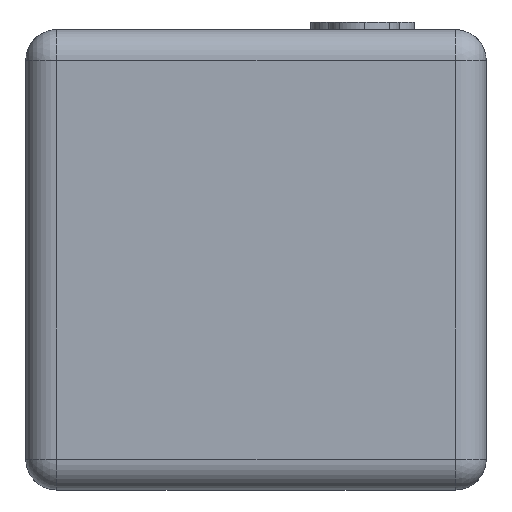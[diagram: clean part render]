
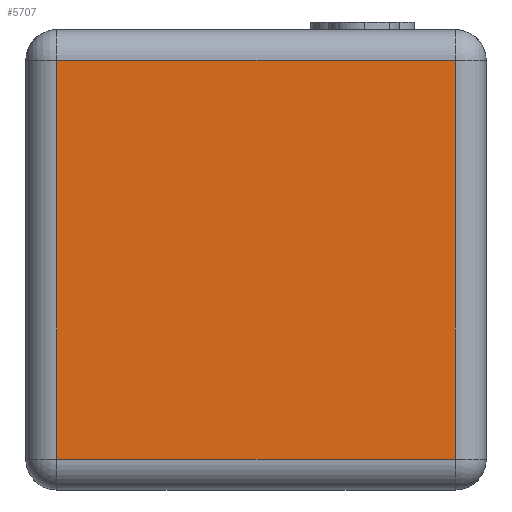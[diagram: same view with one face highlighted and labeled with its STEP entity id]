
A CAD part, left-side view. The second image highlights one B-rep face of the part: STEP entity #5707.
In plain terms, the highlighted planar face has unit normal (-1, 0, 0).
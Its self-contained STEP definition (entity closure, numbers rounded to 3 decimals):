
#316=LINE('',#7868,#896);
#317=LINE('',#7870,#897);
#318=LINE('',#7872,#898);
#319=LINE('',#7873,#899);
#896=VECTOR('',#6567,1.);
#897=VECTOR('',#6568,1.);
#898=VECTOR('',#6569,1.);
#899=VECTOR('',#6570,1.);
#1458=PLANE('',#6097);
#1688=FACE_OUTER_BOUND('',#2016,.T.);
#2016=EDGE_LOOP('',(#4017,#4018,#4019,#4020));
#2524=VERTEX_POINT('',#7866);
#2525=VERTEX_POINT('',#7867);
#2526=VERTEX_POINT('',#7869);
#2527=VERTEX_POINT('',#7871);
#3110=EDGE_CURVE('',#2524,#2525,#316,.T.);
#3111=EDGE_CURVE('',#2525,#2526,#317,.T.);
#3112=EDGE_CURVE('',#2526,#2527,#318,.T.);
#3113=EDGE_CURVE('',#2527,#2524,#319,.T.);
#4017=ORIENTED_EDGE('',*,*,#3110,.T.);
#4018=ORIENTED_EDGE('',*,*,#3111,.T.);
#4019=ORIENTED_EDGE('',*,*,#3112,.T.);
#4020=ORIENTED_EDGE('',*,*,#3113,.T.);
#5707=ADVANCED_FACE('',(#1688),#1458,.F.);
#6097=AXIS2_PLACEMENT_3D('',#7865,#6565,#6566);
#6565=DIRECTION('center_axis',(1.,0.,0.));
#6566=DIRECTION('ref_axis',(0.,0.,-1.));
#6567=DIRECTION('',(0.,-1.,0.));
#6568=DIRECTION('',(0.,0.,1.));
#6569=DIRECTION('',(0.,1.,0.));
#6570=DIRECTION('',(0.,0.,-1.));
#7865=CARTESIAN_POINT('Origin',(-0.3,-0.13,0.28));
#7866=CARTESIAN_POINT('',(-0.3,0.13,0.02));
#7867=CARTESIAN_POINT('',(-0.3,-0.13,0.02));
#7868=CARTESIAN_POINT('',(-0.3,-0.13,0.02));
#7869=CARTESIAN_POINT('',(-0.3,-0.13,0.28));
#7870=CARTESIAN_POINT('',(-0.3,-0.13,0.28));
#7871=CARTESIAN_POINT('',(-0.3,0.13,0.28));
#7872=CARTESIAN_POINT('',(-0.3,-0.13,0.28));
#7873=CARTESIAN_POINT('',(-0.3,0.13,0.28));
